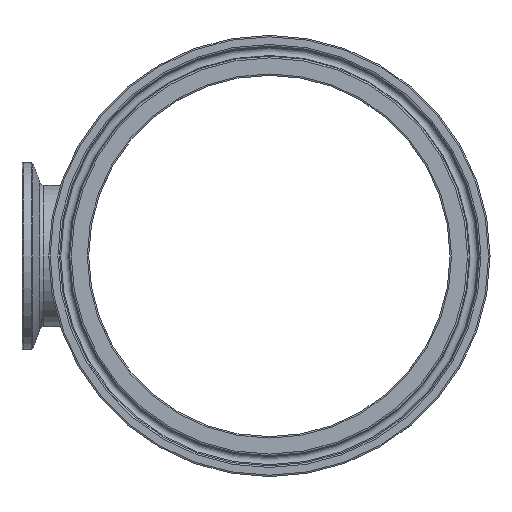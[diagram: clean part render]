
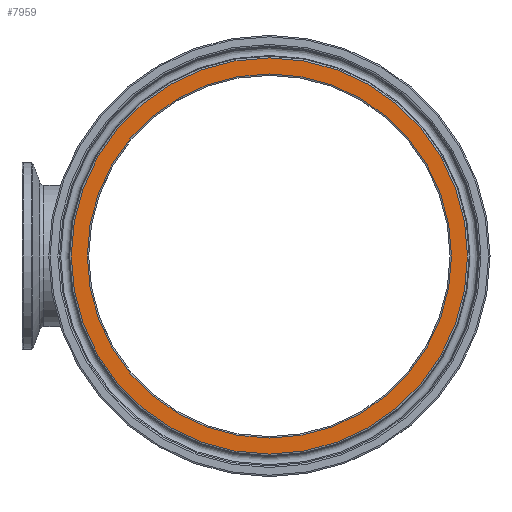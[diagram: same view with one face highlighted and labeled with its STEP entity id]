
A CAD part, left-side view. The second image highlights one B-rep face of the part: STEP entity #7959.
In plain terms, the highlighted planar face has unit normal (-1, 0, 0).
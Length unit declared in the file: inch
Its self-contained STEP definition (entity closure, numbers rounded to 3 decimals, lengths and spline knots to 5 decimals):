
#165=FACE_BOUND('',#1506,.T.);
#389=PLANE('',#8454);
#991=FACE_OUTER_BOUND('',#1505,.T.);
#1505=EDGE_LOOP('',(#7307));
#1506=EDGE_LOOP('',(#7308));
#2800=CIRCLE('',#8453,1.932);
#2801=CIRCLE('',#8455,2.10216);
#3941=VERTEX_POINT('',#16939);
#3942=VERTEX_POINT('',#16942);
#5078=EDGE_CURVE('',#3941,#3941,#2800,.T.);
#5079=EDGE_CURVE('',#3942,#3942,#2801,.T.);
#7307=ORIENTED_EDGE('',*,*,#5079,.F.);
#7308=ORIENTED_EDGE('',*,*,#5078,.F.);
#7959=ADVANCED_FACE('',(#991,#165),#389,.T.);
#8453=AXIS2_PLACEMENT_3D('',#16940,#9958,#9959);
#8454=AXIS2_PLACEMENT_3D('',#16941,#9960,#9961);
#8455=AXIS2_PLACEMENT_3D('',#16943,#9962,#9963);
#9958=DIRECTION('center_axis',(-1.,0.,0.));
#9959=DIRECTION('ref_axis',(0.,-1.,0.));
#9960=DIRECTION('center_axis',(-1.,0.,0.));
#9961=DIRECTION('ref_axis',(0.,0.,1.));
#9962=DIRECTION('center_axis',(1.,0.,0.));
#9963=DIRECTION('ref_axis',(0.,-1.,0.));
#16939=CARTESIAN_POINT('',(-4.75,1.932,0.));
#16940=CARTESIAN_POINT('Origin',(-4.75,0.,0.));
#16941=CARTESIAN_POINT('Origin',(-4.75,2.11616,0.));
#16942=CARTESIAN_POINT('',(-4.75,2.10216,0.));
#16943=CARTESIAN_POINT('Origin',(-4.75,0.,0.));
